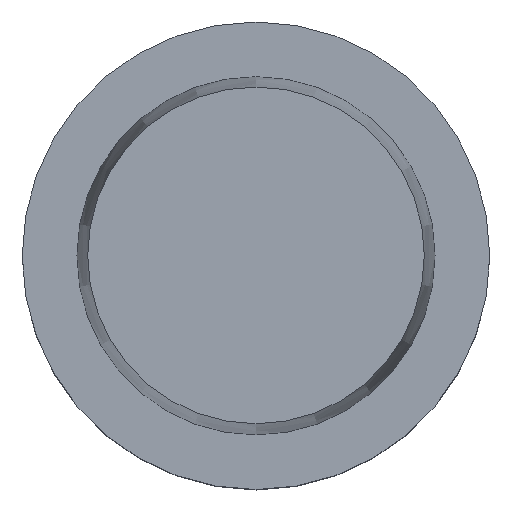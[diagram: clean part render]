
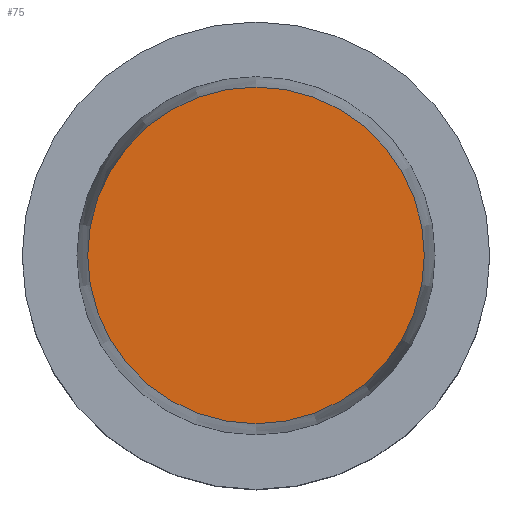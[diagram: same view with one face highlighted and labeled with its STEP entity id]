
A CAD part, top view. The second image highlights one B-rep face of the part: STEP entity #75.
In plain terms, the highlighted planar face has unit normal (0, 0, 1).
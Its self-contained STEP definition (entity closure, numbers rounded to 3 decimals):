
#75=ADVANCED_FACE('',(#97),#98,.T.);
#97=FACE_OUTER_BOUND('',#158,.T.);
#98=PLANE('',#159);
#158=EDGE_LOOP('',(#219));
#159=AXIS2_PLACEMENT_3D('',#220,#221,#222);
#219=ORIENTED_EDGE('',*,*,#322,.F.);
#220=CARTESIAN_POINT('',(0.,9.,25.0));
#221=DIRECTION('',(0.,0.,1.0));
#222=DIRECTION('',(0.,-1.0,0.));
#322=EDGE_CURVE('',#342,#342,#343,.T.);
#342=VERTEX_POINT('',#382);
#343=CIRCLE('',#383,18.);
#382=CARTESIAN_POINT('',(0.,18.,25.0));
#383=AXIS2_PLACEMENT_3D('',#422,#423,#424);
#422=CARTESIAN_POINT('',(0.,0.,25.0));
#423=DIRECTION('',(0.,0.,-1.0));
#424=DIRECTION('',(0.,1.0,0.));
